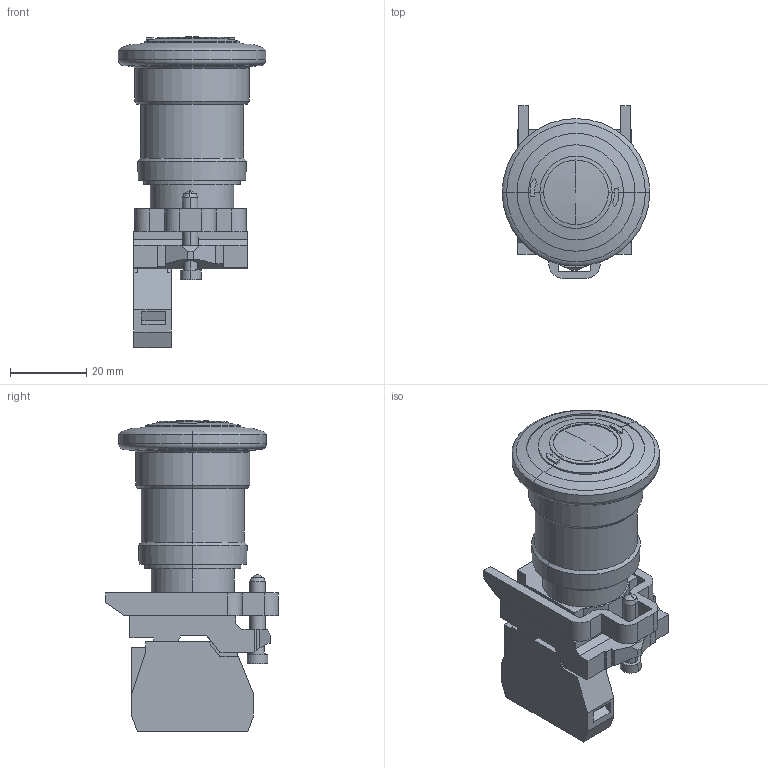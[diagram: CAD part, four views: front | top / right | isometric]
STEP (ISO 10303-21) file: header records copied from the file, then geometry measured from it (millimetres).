
FILE_DESCRIPTION((''),'2;1');
FILE_NAME('XB4BS9442-3D','2020-12-18T14:57:27',('SESA231899'),('Schneider-Electric'),'CREO PARAMETRIC BY PTC INC, 2019164','CREO PARAMETRIC BY PTC INC, 2019164','');
FILE_SCHEMA(('AP242_MANAGED_MODEL_BASED_3D_ENGINEERING_MIM_LF { 1 0 10303 442 1 1 4 }'));
Length unit declared in the file: millimetre
Products named in the file (1): XB4BS9442-3D
Bounding box: 38.8 x 45.48 x 81.9 mm (x, y, z)
Volume: 45791.2 mm3; surface area: 14945.2 mm2
Topology: 5 solids, 5 shells, 204 faces, 529 edges, 337 vertices
Faces by surface type: plane 122, cylinder 54, cone 22, torus 4, sphere 2
Entity records: 36462 total; most frequent: CARTESIAN_POINT 28094, DIRECTION 1124, ORIENTED_EDGE 1050, EDGE_CURVE 525, POLYLINE 462, FILL_AREA_STYLE_COLOUR 404, FILL_AREA_STYLE 404, SURFACE_STYLE_FILL_AREA 404
